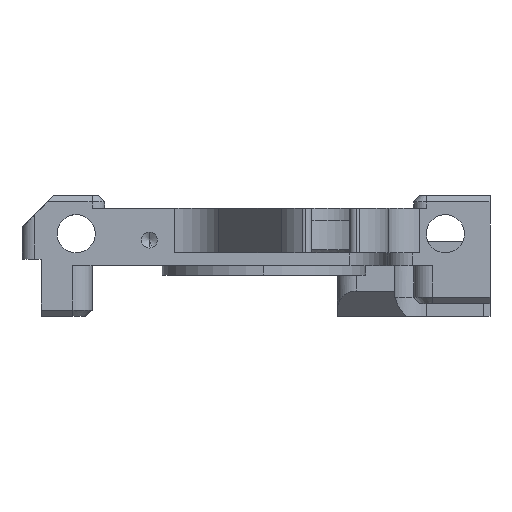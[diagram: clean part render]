
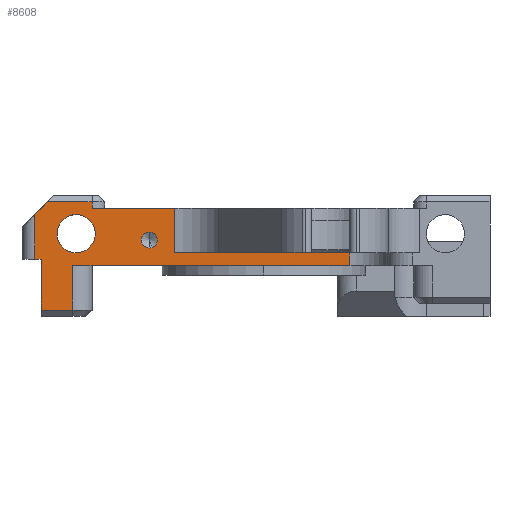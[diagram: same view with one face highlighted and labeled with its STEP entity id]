
A CAD part, left-side view. The second image highlights one B-rep face of the part: STEP entity #8608.
In plain terms, the highlighted planar face has unit normal (-1, 0, 0).
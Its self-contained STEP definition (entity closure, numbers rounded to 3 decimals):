
#111 = EDGE_CURVE ( 'NONE', #3363, #7399, #8883, .T. ) ;
#116 = ORIENTED_EDGE ( 'NONE', *, *, #7156, .T. ) ;
#135 = ORIENTED_EDGE ( 'NONE', *, *, #8371, .T. ) ;
#392 = EDGE_LOOP ( 'NONE', ( #1283, #3413 ) ) ;
#405 = VECTOR ( 'NONE', #6771, 1000. ) ;
#412 = DIRECTION ( 'NONE',  ( -1., 0., 0. ) ) ;
#556 = DIRECTION ( 'NONE',  ( 0., 1., 0. ) ) ;
#668 = CARTESIAN_POINT ( 'NONE',  ( -30.5, 35., 30. ) ) ;
#684 = CARTESIAN_POINT ( 'NONE',  ( -30.5, -13.5, 31. ) ) ;
#753 = LINE ( 'NONE', #7387, #1340 ) ;
#840 = DIRECTION ( 'NONE',  ( 0., 0., 1. ) ) ;
#965 = LINE ( 'NONE', #4580, #405 ) ;
#1160 = VERTEX_POINT ( 'NONE', #4590 ) ;
#1167 = EDGE_CURVE ( 'NONE', #5765, #3337, #2951, .T. ) ;
#1195 = EDGE_CURVE ( 'NONE', #3337, #5765, #4467, .T. ) ;
#1271 = EDGE_CURVE ( 'NONE', #1317, #1952, #2590, .T. ) ;
#1274 = VECTOR ( 'NONE', #6729, 1000. ) ;
#1283 = ORIENTED_EDGE ( 'NONE', *, *, #1195, .F. ) ;
#1313 = CARTESIAN_POINT ( 'NONE',  ( -30.5, 27., 38. ) ) ;
#1317 = VERTEX_POINT ( 'NONE', #1313 ) ;
#1340 = VECTOR ( 'NONE', #3124, 1000. ) ;
#1519 = ORIENTED_EDGE ( 'NONE', *, *, #5221, .T. ) ;
#1633 = ORIENTED_EDGE ( 'NONE', *, *, #1271, .F. ) ;
#1743 = LINE ( 'NONE', #4645, #5556 ) ;
#1747 = ORIENTED_EDGE ( 'NONE', *, *, #2680, .T. ) ;
#1765 = CARTESIAN_POINT ( 'NONE',  ( -30.5, 29.5, 31. ) ) ;
#1893 = CARTESIAN_POINT ( 'NONE',  ( -30.5, 29.5, 34. ) ) ;
#1943 = EDGE_CURVE ( 'NONE', #1317, #9081, #9012, .T. ) ;
#1946 = CARTESIAN_POINT ( 'NONE',  ( -30.5, 27., 40. ) ) ;
#1952 = VERTEX_POINT ( 'NONE', #4038 ) ;
#1982 = CARTESIAN_POINT ( 'NONE',  ( -30.5, 30., 22. ) ) ;
#2015 = VECTOR ( 'NONE', #840, 1000. ) ;
#2178 = EDGE_CURVE ( 'NONE', #2381, #2770, #5120, .T. ) ;
#2181 = LINE ( 'NONE', #668, #8063 ) ;
#2253 = EDGE_CURVE ( 'NONE', #7399, #8813, #1743, .T. ) ;
#2281 = CARTESIAN_POINT ( 'NONE',  ( -30.5, 35., 22. ) ) ;
#2345 = CARTESIAN_POINT ( 'NONE',  ( -30.5, 27., 29. ) ) ;
#2381 = VERTEX_POINT ( 'NONE', #9138 ) ;
#2590 = LINE ( 'NONE', #8335, #1274 ) ;
#2680 = EDGE_CURVE ( 'NONE', #5278, #7002, #965, .T. ) ;
#2725 = CARTESIAN_POINT ( 'NONE',  ( -30.5, 27., 39. ) ) ;
#2770 = VERTEX_POINT ( 'NONE', #3468 ) ;
#2951 = CIRCLE ( 'NONE', #4763, 1.25 ) ;
#3124 = DIRECTION ( 'NONE',  ( 0., 0.707, -0.707 ) ) ;
#3145 = DIRECTION ( 'NONE',  ( 0., 0., 1. ) ) ;
#3196 = ORIENTED_EDGE ( 'NONE', *, *, #2253, .F. ) ;
#3308 = DIRECTION ( 'NONE',  ( 0., 0., 1. ) ) ;
#3337 = VERTEX_POINT ( 'NONE', #8510 ) ;
#3349 = CIRCLE ( 'NONE', #5002, 3. ) ;
#3363 = VERTEX_POINT ( 'NONE', #4144 ) ;
#3413 = ORIENTED_EDGE ( 'NONE', *, *, #1167, .F. ) ;
#3438 = ORIENTED_EDGE ( 'NONE', *, *, #5939, .T. ) ;
#3461 = CIRCLE ( 'NONE', #5125, 3. ) ;
#3467 = VERTEX_POINT ( 'NONE', #4426 ) ;
#3468 = CARTESIAN_POINT ( 'NONE',  ( -30.5, 36., 30. ) ) ;
#3544 = EDGE_LOOP ( 'NONE', ( #3647, #5190 ) ) ;
#3591 = VERTEX_POINT ( 'NONE', #1765 ) ;
#3647 = ORIENTED_EDGE ( 'NONE', *, *, #8138, .T. ) ;
#3723 = ORIENTED_EDGE ( 'NONE', *, *, #7112, .F. ) ;
#3754 = ORIENTED_EDGE ( 'NONE', *, *, #8764, .F. ) ;
#3885 = DIRECTION ( 'NONE',  ( -1., 0., 0. ) ) ;
#3901 = DIRECTION ( 'NONE',  ( 0., 0., 1. ) ) ;
#4005 = EDGE_LOOP ( 'NONE', ( #135, #8188, #4622, #3723, #1747, #116, #3754, #3196, #7419, #1519, #1633, #6510, #3438 ) ) ;
#4038 = CARTESIAN_POINT ( 'NONE',  ( -30.5, 14.037, 38. ) ) ;
#4092 = VECTOR ( 'NONE', #5823, 1000. ) ;
#4104 = FACE_OUTER_BOUND ( 'NONE', #4005, .T. ) ;
#4144 = CARTESIAN_POINT ( 'NONE',  ( -30.5, 14.037, 31. ) ) ;
#4200 = DIRECTION ( 'NONE',  ( 1., 0., 0. ) ) ;
#4206 = DIRECTION ( 'NONE',  ( 1., 0., 0. ) ) ;
#4244 = CARTESIAN_POINT ( 'NONE',  ( -30.5, 34., 39. ) ) ;
#4309 = VECTOR ( 'NONE', #556, 1000. ) ;
#4332 = VECTOR ( 'NONE', #3901, 1000. ) ;
#4426 = CARTESIAN_POINT ( 'NONE',  ( -30.5, 35., 30. ) ) ;
#4467 = CIRCLE ( 'NONE', #7943, 1.25 ) ;
#4580 = CARTESIAN_POINT ( 'NONE',  ( -30.5, 30., 22. ) ) ;
#4590 = CARTESIAN_POINT ( 'NONE',  ( -30.5, 29.5, 37. ) ) ;
#4622 = ORIENTED_EDGE ( 'NONE', *, *, #6666, .F. ) ;
#4645 = CARTESIAN_POINT ( 'NONE',  ( -30.5, -13.5, 31. ) ) ;
#4763 = AXIS2_PLACEMENT_3D ( 'NONE', #8903, #3885, #6167 ) ;
#4866 = CARTESIAN_POINT ( 'NONE',  ( -30.5, 38., 40. ) ) ;
#4911 = CARTESIAN_POINT ( 'NONE',  ( -30.5, 29.5, 34. ) ) ;
#5002 = AXIS2_PLACEMENT_3D ( 'NONE', #4911, #4200, #9271 ) ;
#5051 = LINE ( 'NONE', #2345, #4092 ) ;
#5062 = DIRECTION ( 'NONE',  ( 0., 1., 0. ) ) ;
#5120 = LINE ( 'NONE', #6732, #8423 ) ;
#5125 = AXIS2_PLACEMENT_3D ( 'NONE', #1893, #7675, #5062 ) ;
#5152 = DIRECTION ( 'NONE',  ( 0., 0., 1. ) ) ;
#5190 = ORIENTED_EDGE ( 'NONE', *, *, #9102, .T. ) ;
#5221 = EDGE_CURVE ( 'NONE', #3363, #1952, #7364, .T. ) ;
#5278 = VERTEX_POINT ( 'NONE', #2281 ) ;
#5436 = VERTEX_POINT ( 'NONE', #7635 ) ;
#5464 = AXIS2_PLACEMENT_3D ( 'NONE', #4866, #4206, #9226 ) ;
#5556 = VECTOR ( 'NONE', #8292, 1000. ) ;
#5765 = VERTEX_POINT ( 'NONE', #7712 ) ;
#5787 = CARTESIAN_POINT ( 'NONE',  ( -30.5, 35., 21. ) ) ;
#5823 = DIRECTION ( 'NONE',  ( 0., 1., 0. ) ) ;
#5939 = EDGE_CURVE ( 'NONE', #9081, #9077, #7105, .T. ) ;
#6030 = DIRECTION ( 'NONE',  ( 0., 0., -1. ) ) ;
#6167 = DIRECTION ( 'NONE',  ( 0., 0., 1. ) ) ;
#6346 = FACE_BOUND ( 'NONE', #392, .T. ) ;
#6451 = VECTOR ( 'NONE', #3145, 1000. ) ;
#6490 = FACE_BOUND ( 'NONE', #3544, .T. ) ;
#6510 = ORIENTED_EDGE ( 'NONE', *, *, #1943, .T. ) ;
#6666 = EDGE_CURVE ( 'NONE', #3467, #2770, #2181, .T. ) ;
#6729 = DIRECTION ( 'NONE',  ( 0., -1., 0. ) ) ;
#6732 = CARTESIAN_POINT ( 'NONE',  ( -30.5, 36., 40. ) ) ;
#6771 = DIRECTION ( 'NONE',  ( 0., -1., 0. ) ) ;
#6803 = CARTESIAN_POINT ( 'NONE',  ( -30.5, 9.419, 31. ) ) ;
#6965 = VECTOR ( 'NONE', #8169, 1000. ) ;
#7002 = VERTEX_POINT ( 'NONE', #1982 ) ;
#7105 = LINE ( 'NONE', #8707, #4309 ) ;
#7112 = EDGE_CURVE ( 'NONE', #5278, #3467, #8049, .T. ) ;
#7156 = EDGE_CURVE ( 'NONE', #7002, #5436, #8847, .T. ) ;
#7335 = CARTESIAN_POINT ( 'NONE',  ( -30.5, -13.5, 29. ) ) ;
#7364 = LINE ( 'NONE', #8158, #6451 ) ;
#7387 = CARTESIAN_POINT ( 'NONE',  ( -30.5, 33., 40. ) ) ;
#7399 = VERTEX_POINT ( 'NONE', #684 ) ;
#7419 = ORIENTED_EDGE ( 'NONE', *, *, #111, .F. ) ;
#7635 = CARTESIAN_POINT ( 'NONE',  ( -30.5, 30., 29. ) ) ;
#7675 = DIRECTION ( 'NONE',  ( 1., 0., 0. ) ) ;
#7712 = CARTESIAN_POINT ( 'NONE',  ( -30.5, 18., 31.75 ) ) ;
#7828 = DIRECTION ( 'NONE',  ( 0., 1., 0. ) ) ;
#7943 = AXIS2_PLACEMENT_3D ( 'NONE', #8384, #412, #3308 ) ;
#7952 = CARTESIAN_POINT ( 'NONE',  ( -30.5, 30., 40. ) ) ;
#8049 = LINE ( 'NONE', #5787, #9128 ) ;
#8063 = VECTOR ( 'NONE', #7828, 1000. ) ;
#8138 = EDGE_CURVE ( 'NONE', #3591, #1160, #3461, .T. ) ;
#8158 = CARTESIAN_POINT ( 'NONE',  ( -30.5, 14.037, 40. ) ) ;
#8169 = DIRECTION ( 'NONE',  ( 0., -1., 0. ) ) ;
#8188 = ORIENTED_EDGE ( 'NONE', *, *, #2178, .T. ) ;
#8292 = DIRECTION ( 'NONE',  ( 0., 0., -1. ) ) ;
#8335 = CARTESIAN_POINT ( 'NONE',  ( -30.5, 38., 38. ) ) ;
#8371 = EDGE_CURVE ( 'NONE', #9077, #2381, #753, .T. ) ;
#8384 = CARTESIAN_POINT ( 'NONE',  ( -30.5, 18., 33. ) ) ;
#8423 = VECTOR ( 'NONE', #6030, 1000. ) ;
#8510 = CARTESIAN_POINT ( 'NONE',  ( -30.5, 18., 34.25 ) ) ;
#8608 = ADVANCED_FACE ( 'NONE', ( #6346, #6490, #4104 ), #8612, .F. ) ;
#8612 = PLANE ( 'NONE',  #5464 ) ;
#8707 = CARTESIAN_POINT ( 'NONE',  ( -30.5, 38., 39. ) ) ;
#8764 = EDGE_CURVE ( 'NONE', #8813, #5436, #5051, .T. ) ;
#8813 = VERTEX_POINT ( 'NONE', #7335 ) ;
#8847 = LINE ( 'NONE', #7952, #2015 ) ;
#8883 = LINE ( 'NONE', #6803, #6965 ) ;
#8903 = CARTESIAN_POINT ( 'NONE',  ( -30.5, 18., 33. ) ) ;
#9012 = LINE ( 'NONE', #1946, #4332 ) ;
#9077 = VERTEX_POINT ( 'NONE', #4244 ) ;
#9081 = VERTEX_POINT ( 'NONE', #2725 ) ;
#9102 = EDGE_CURVE ( 'NONE', #1160, #3591, #3349, .T. ) ;
#9128 = VECTOR ( 'NONE', #5152, 1000. ) ;
#9138 = CARTESIAN_POINT ( 'NONE',  ( -30.5, 36., 37. ) ) ;
#9226 = DIRECTION ( 'NONE',  ( 0., 1., 0. ) ) ;
#9271 = DIRECTION ( 'NONE',  ( 0., 1., 0. ) ) ;
